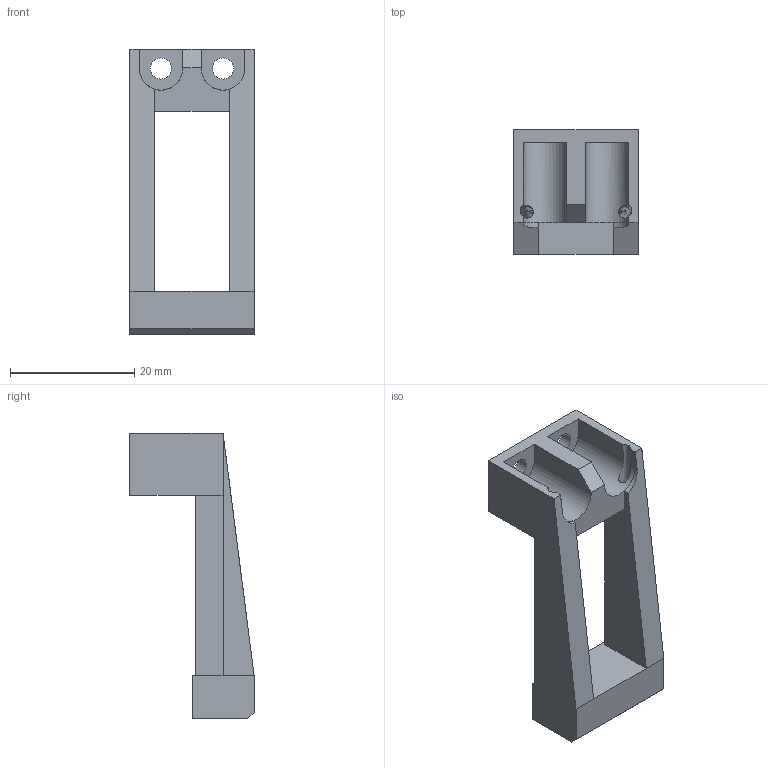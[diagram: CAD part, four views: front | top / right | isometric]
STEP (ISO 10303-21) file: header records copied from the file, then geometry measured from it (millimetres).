
FILE_DESCRIPTION(('FreeCAD Model'),'2;1');
FILE_NAME('Open CASCADE Shape Model','2023-10-14T12:04:29',(''),(''), 'Open CASCADE STEP processor 7.6','FreeCAD','Unknown');
FILE_SCHEMA(('AUTOMOTIVE_DESIGN { 1 0 10303 214 1 1 1 1 }'));
Length unit declared in the file: millimetre
Products named in the file (1): klicky_mount
Bounding box: 20 x 20 x 46 mm (x, y, z)
Volume: 4651 mm3; surface area: 4222.5 mm2
Topology: 1 solids, 1 shells, 54 faces, 146 edges, 90 vertices
Faces by surface type: plane 42, cylinder 8, bspline 4
Full cylindrical faces by diameter (mm): 3.4 x2
Entity records: 4303 total; most frequent: CARTESIAN_POINT 1393, DIRECTION 523, LINE 358, VECTOR 358, ORIENTED_EDGE 292, PCURVE 292, DEFINITIONAL_REPRESENTATION 292, EDGE_CURVE 146
